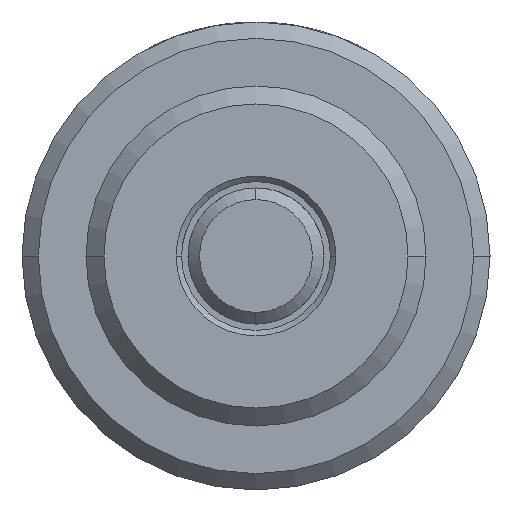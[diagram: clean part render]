
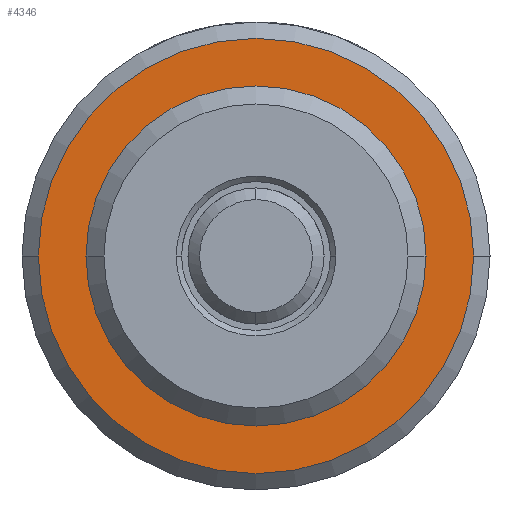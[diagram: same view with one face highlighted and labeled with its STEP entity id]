
A CAD part, left-side view. The second image highlights one B-rep face of the part: STEP entity #4346.
In plain terms, the highlighted planar face has unit normal (-1, 0, 0).
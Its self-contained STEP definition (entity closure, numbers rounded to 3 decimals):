
#62 = AXIS2_PLACEMENT_3D ( 'NONE', #188, #158, #1481 ) ;
#82 = EDGE_CURVE ( 'NONE', #4193, #2445, #4316, .T. ) ;
#158 = DIRECTION ( 'NONE',  ( 1., 0., 0. ) ) ;
#188 = CARTESIAN_POINT ( 'NONE',  ( 12.7, 0., 0. ) ) ;
#571 = PLANE ( 'NONE',  #3492 ) ;
#627 = DIRECTION ( 'NONE',  ( 1., 0., 0. ) ) ;
#727 = DIRECTION ( 'NONE',  ( 1., 0., 0. ) ) ;
#749 = VERTEX_POINT ( 'NONE', #1666 ) ;
#1013 = CARTESIAN_POINT ( 'NONE',  ( 12.7, 0., 0. ) ) ;
#1040 = FACE_OUTER_BOUND ( 'NONE', #1521, .T. ) ;
#1074 = DIRECTION ( 'NONE',  ( 0., 0., -1. ) ) ;
#1082 = EDGE_CURVE ( 'NONE', #2309, #749, #4038, .T. ) ;
#1164 = CIRCLE ( 'NONE', #2550, 7.906 ) ;
#1481 = DIRECTION ( 'NONE',  ( 0., 0., -1. ) ) ;
#1521 = EDGE_LOOP ( 'NONE', ( #1774, #3402 ) ) ;
#1606 = AXIS2_PLACEMENT_3D ( 'NONE', #2506, #4923, #2479 ) ;
#1666 = CARTESIAN_POINT ( 'NONE',  ( 12.7, 0., 7.906 ) ) ;
#1774 = ORIENTED_EDGE ( 'NONE', *, *, #3547, .F. ) ;
#1793 = CARTESIAN_POINT ( 'NONE',  ( 12.7, 0., -10.16 ) ) ;
#2174 = ORIENTED_EDGE ( 'NONE', *, *, #1082, .T. ) ;
#2307 = DIRECTION ( 'NONE',  ( 0., 0., -1. ) ) ;
#2309 = VERTEX_POINT ( 'NONE', #5273 ) ;
#2398 = CARTESIAN_POINT ( 'NONE',  ( 12.7, 0., 10.16 ) ) ;
#2445 = VERTEX_POINT ( 'NONE', #2398 ) ;
#2479 = DIRECTION ( 'NONE',  ( 0., 0., -1. ) ) ;
#2506 = CARTESIAN_POINT ( 'NONE',  ( 12.7, 0., 0. ) ) ;
#2550 = AXIS2_PLACEMENT_3D ( 'NONE', #5245, #727, #3111 ) ;
#2574 = AXIS2_PLACEMENT_3D ( 'NONE', #3132, #4775, #1074 ) ;
#3111 = DIRECTION ( 'NONE',  ( 0., 0., -1. ) ) ;
#3132 = CARTESIAN_POINT ( 'NONE',  ( 12.7, 0., 0. ) ) ;
#3248 = CIRCLE ( 'NONE', #1606, 10.16 ) ;
#3402 = ORIENTED_EDGE ( 'NONE', *, *, #82, .F. ) ;
#3449 = EDGE_CURVE ( 'NONE', #749, #2309, #1164, .T. ) ;
#3492 = AXIS2_PLACEMENT_3D ( 'NONE', #1013, #627, #2307 ) ;
#3519 = EDGE_LOOP ( 'NONE', ( #2174, #3673 ) ) ;
#3547 = EDGE_CURVE ( 'NONE', #2445, #4193, #3248, .T. ) ;
#3673 = ORIENTED_EDGE ( 'NONE', *, *, #3449, .T. ) ;
#4038 = CIRCLE ( 'NONE', #2574, 7.906 ) ;
#4193 = VERTEX_POINT ( 'NONE', #1793 ) ;
#4316 = CIRCLE ( 'NONE', #62, 10.16 ) ;
#4346 = ADVANCED_FACE ( 'NONE', ( #1040, #4800 ), #571, .F. ) ;
#4775 = DIRECTION ( 'NONE',  ( 1., 0., 0. ) ) ;
#4800 = FACE_BOUND ( 'NONE', #3519, .T. ) ;
#4923 = DIRECTION ( 'NONE',  ( 1., 0., 0. ) ) ;
#5245 = CARTESIAN_POINT ( 'NONE',  ( 12.7, 0., 0. ) ) ;
#5273 = CARTESIAN_POINT ( 'NONE',  ( 12.7, 0., -7.906 ) ) ;
